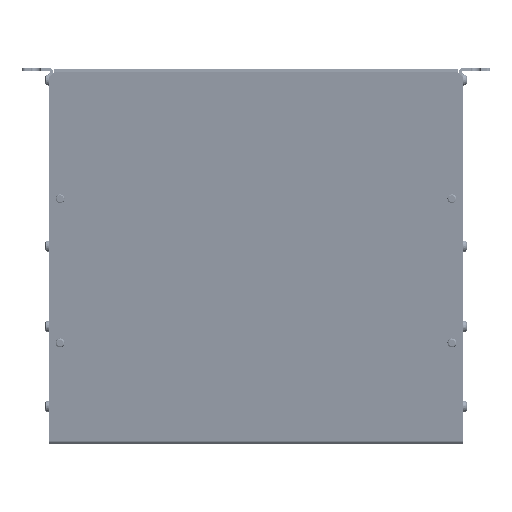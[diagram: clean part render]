
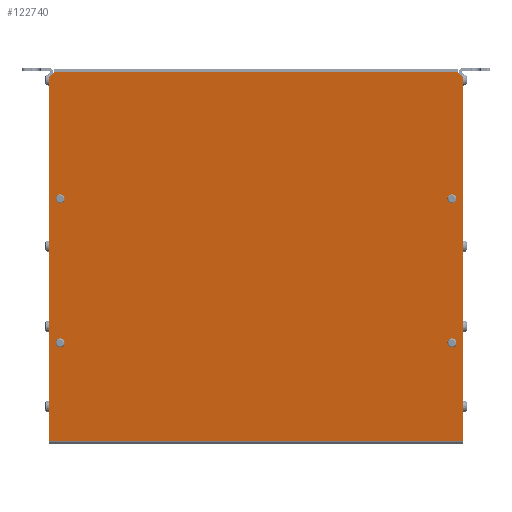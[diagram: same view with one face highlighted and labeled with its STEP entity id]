
A CAD part, left-side view. The second image highlights one B-rep face of the part: STEP entity #122740.
In plain terms, the highlighted face is planar.
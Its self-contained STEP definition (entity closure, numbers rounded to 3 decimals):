
#10974=FACE_BOUND('',#25283,.T.);
#10975=FACE_BOUND('',#25284,.T.);
#10976=FACE_BOUND('',#25285,.T.);
#10977=FACE_BOUND('',#25286,.T.);
#13066=PLANE('',#131223);
#17613=FACE_OUTER_BOUND('',#25282,.T.);
#25282=EDGE_LOOP('',(#97844,#97845,#97846,#97847,#97848,#97849));
#25283=EDGE_LOOP('',(#97850));
#25284=EDGE_LOOP('',(#97851));
#25285=EDGE_LOOP('',(#97852));
#25286=EDGE_LOOP('',(#97853));
#35212=LINE('',#185162,#45430);
#35216=LINE('',#185170,#45434);
#35219=LINE('',#185176,#45437);
#35220=LINE('',#185178,#45438);
#35221=LINE('',#185180,#45439);
#35222=LINE('',#185181,#45440);
#45430=VECTOR('',#152106,7.071);
#45434=VECTOR('',#152112,327.346);
#45437=VECTOR('',#152117,360.);
#45438=VECTOR('',#152118,7.071);
#45439=VECTOR('',#152119,327.346);
#45440=VECTOR('',#152120,370.);
#51559=CIRCLE('',#131211,2.);
#51561=CIRCLE('',#131214,2.);
#51563=CIRCLE('',#131217,2.);
#51565=CIRCLE('',#131220,2.);
#58796=VERTEX_POINT('',#185142);
#58798=VERTEX_POINT('',#185147);
#58800=VERTEX_POINT('',#185152);
#58802=VERTEX_POINT('',#185157);
#58803=VERTEX_POINT('',#185160);
#58804=VERTEX_POINT('',#185161);
#58807=VERTEX_POINT('',#185169);
#58809=VERTEX_POINT('',#185175);
#58810=VERTEX_POINT('',#185177);
#58811=VERTEX_POINT('',#185179);
#72678=EDGE_CURVE('',#58796,#58796,#51559,.T.);
#72680=EDGE_CURVE('',#58798,#58798,#51561,.T.);
#72682=EDGE_CURVE('',#58800,#58800,#51563,.T.);
#72684=EDGE_CURVE('',#58802,#58802,#51565,.T.);
#72685=EDGE_CURVE('',#58803,#58804,#35212,.T.);
#72689=EDGE_CURVE('',#58804,#58807,#35216,.T.);
#72692=EDGE_CURVE('',#58809,#58803,#35219,.T.);
#72693=EDGE_CURVE('',#58810,#58809,#35220,.T.);
#72694=EDGE_CURVE('',#58811,#58810,#35221,.T.);
#72695=EDGE_CURVE('',#58811,#58807,#35222,.T.);
#97844=ORIENTED_EDGE('',*,*,#72685,.F.);
#97845=ORIENTED_EDGE('',*,*,#72692,.F.);
#97846=ORIENTED_EDGE('',*,*,#72693,.F.);
#97847=ORIENTED_EDGE('',*,*,#72694,.F.);
#97848=ORIENTED_EDGE('',*,*,#72695,.T.);
#97849=ORIENTED_EDGE('',*,*,#72689,.F.);
#97850=ORIENTED_EDGE('',*,*,#72678,.T.);
#97851=ORIENTED_EDGE('',*,*,#72680,.T.);
#97852=ORIENTED_EDGE('',*,*,#72682,.T.);
#97853=ORIENTED_EDGE('',*,*,#72684,.T.);
#122740=ADVANCED_FACE('',(#17613,#10974,#10975,#10976,#10977),#13066,.T.);
#131211=AXIS2_PLACEMENT_3D('',#185143,#152084,#152085);
#131214=AXIS2_PLACEMENT_3D('',#185148,#152090,#152091);
#131217=AXIS2_PLACEMENT_3D('',#185153,#152096,#152097);
#131220=AXIS2_PLACEMENT_3D('',#185158,#152102,#152103);
#131223=AXIS2_PLACEMENT_3D('',#185174,#152115,#152116);
#152084=DIRECTION('center_axis',(0.,0.,-1.));
#152085=DIRECTION('ref_axis',(1.,0.,0.));
#152090=DIRECTION('center_axis',(0.,0.,-1.));
#152091=DIRECTION('ref_axis',(1.,0.,0.));
#152096=DIRECTION('center_axis',(0.,0.,-1.));
#152097=DIRECTION('ref_axis',(1.,0.,0.));
#152102=DIRECTION('center_axis',(0.,0.,-1.));
#152103=DIRECTION('ref_axis',(1.,0.,0.));
#152106=DIRECTION('',(0.707,-0.707,0.));
#152112=DIRECTION('',(0.,-1.,0.));
#152115=DIRECTION('center_axis',(0.,0.,1.));
#152116=DIRECTION('ref_axis',(1.,0.,0.));
#152117=DIRECTION('',(1.,0.,0.));
#152118=DIRECTION('',(0.707,0.707,0.));
#152119=DIRECTION('',(0.,1.,0.));
#152120=DIRECTION('',(1.,0.,0.));
#185142=CARTESIAN_POINT('',(177.,-76.5,1.5));
#185143=CARTESIAN_POINT('Origin',(175.,-76.5,1.5));
#185147=CARTESIAN_POINT('',(177.,53.5,1.5));
#185148=CARTESIAN_POINT('Origin',(175.,53.5,1.5));
#185152=CARTESIAN_POINT('',(-173.,53.5,1.5));
#185153=CARTESIAN_POINT('Origin',(-175.,53.5,1.5));
#185157=CARTESIAN_POINT('',(-173.,-76.5,1.5));
#185158=CARTESIAN_POINT('Origin',(-175.,-76.5,1.5));
#185160=CARTESIAN_POINT('',(180.,167.5,1.5));
#185161=CARTESIAN_POINT('',(185.,162.5,1.5));
#185162=CARTESIAN_POINT('',(178.125,169.375,1.5));
#185169=CARTESIAN_POINT('',(185.,-164.846,1.5));
#185170=CARTESIAN_POINT('',(185.,-167.5,1.5));
#185174=CARTESIAN_POINT('Origin',(0.,0.,
1.5));
#185175=CARTESIAN_POINT('',(-180.,167.5,1.5));
#185176=CARTESIAN_POINT('',(185.,167.5,1.5));
#185177=CARTESIAN_POINT('',(-185.,162.5,1.5));
#185178=CARTESIAN_POINT('',(-178.125,169.375,1.5));
#185179=CARTESIAN_POINT('',(-185.,-164.846,1.5));
#185180=CARTESIAN_POINT('',(-185.,167.5,1.5));
#185181=CARTESIAN_POINT('',(-92.5,-164.846,1.5));
